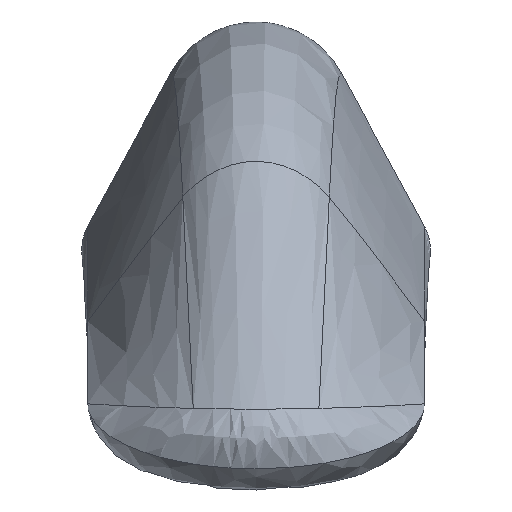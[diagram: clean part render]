
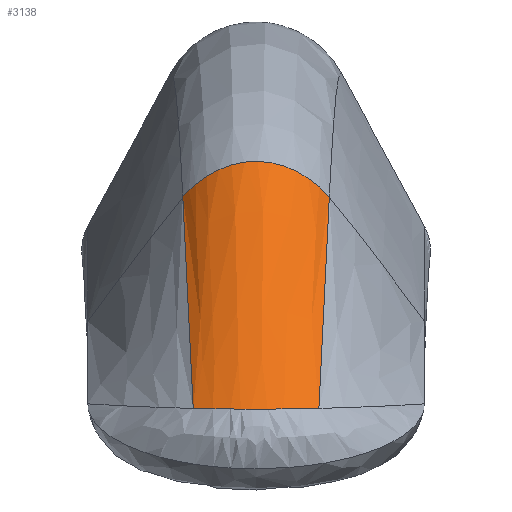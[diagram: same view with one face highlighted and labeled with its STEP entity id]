
A CAD part, top view. The second image highlights one B-rep face of the part: STEP entity #3138.
In plain terms, the highlighted free-form (B-spline) face has degree [5, 5] with [6, 12] control points.
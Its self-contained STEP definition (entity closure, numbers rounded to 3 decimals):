
#455=CARTESIAN_POINT('',(6.488,-21.991,182.225));
#465=DIRECTION('',(-0.034,-0.683,0.729));
#466=VECTOR('',#465,31.989);
#467=CARTESIAN_POINT('',(7.562,-0.134,158.891));
#468=LINE('',#467,#466);
#469=CARTESIAN_POINT('',(-0.507,-22.07,
184.376));
#470=CARTESIAN_POINT('',(-0.338,-22.07,
184.385));
#471=CARTESIAN_POINT('',(1.994,-22.071,184.444));
#472=CARTESIAN_POINT('',(4.325,-22.044,183.668));
#473=CARTESIAN_POINT('',(6.488,-21.991,182.225));
#608=CARTESIAN_POINT('',(7.562,-0.134,158.891));
#609=CARTESIAN_POINT('',(7.075,0.428,159.203));
#610=CARTESIAN_POINT('',(5.98,1.461,159.768));
#611=CARTESIAN_POINT('',(3.477,3.04,160.574));
#612=CARTESIAN_POINT('',(0.694,3.724,160.884));
#613=CARTESIAN_POINT('',(-2.084,3.385,160.729));
#614=CARTESIAN_POINT('',(-4.103,2.644,160.373));
#615=CARTESIAN_POINT('',(-5.98,1.462,159.768));
#616=CARTESIAN_POINT('',(-7.075,0.428,159.203));
#617=CARTESIAN_POINT('',(-7.562,-0.134,
158.891));
#662=CARTESIAN_POINT('',(-6.488,-21.991,182.225));
#663=CARTESIAN_POINT('',(-5.947,-22.004,182.585));
#664=CARTESIAN_POINT('',(-4.827,-22.028,183.24));
#665=CARTESIAN_POINT('',(-3.164,-22.053,183.92));
#666=CARTESIAN_POINT('',(-1.733,-22.065,184.265));
#667=CARTESIAN_POINT('',(-0.859,-22.069,
184.358));
#668=CARTESIAN_POINT('',(-0.507,-22.07,
184.376));
#670=CARTESIAN_POINT('',(-7.562,-0.134,
158.891));
#671=CARTESIAN_POINT('',(-7.204,-7.42,166.669));
#672=CARTESIAN_POINT('',(-6.846,-14.705,174.447));
#673=CARTESIAN_POINT('',(-6.488,-21.991,182.225));
#729=VERTEX_POINT('',#608);
#730=VERTEX_POINT('',#617);
#733=VERTEX_POINT('',#455);
#735=VERTEX_POINT('',#662);
#736=VERTEX_POINT('',#668);
#3057=CARTESIAN_POINT('',(7.676,-0.037,158.591));
#3058=CARTESIAN_POINT('',(7.368,0.332,158.794));
#3059=CARTESIAN_POINT('',(6.735,1.015,159.166));
#3060=CARTESIAN_POINT('',(5.343,2.234,159.82));
#3061=CARTESIAN_POINT('',(3.379,3.362,160.37));
#3062=CARTESIAN_POINT('',(0.843,3.992,160.652));
#3063=CARTESIAN_POINT('',(-1.688,3.833,160.584));
#3064=CARTESIAN_POINT('',(-4.154,2.917,160.152));
#3065=CARTESIAN_POINT('',(-5.685,1.935,159.66));
#3066=CARTESIAN_POINT('',(-6.735,1.015,159.166));
#3067=CARTESIAN_POINT('',(-7.368,0.332,158.794));
#3068=CARTESIAN_POINT('',(-7.676,-0.037,
158.591));
#3069=CARTESIAN_POINT('',(7.459,-4.471,163.349));
#3070=CARTESIAN_POINT('',(7.144,-4.178,163.558));
#3071=CARTESIAN_POINT('',(6.501,-3.636,163.942));
#3072=CARTESIAN_POINT('',(5.111,-2.669,164.618));
#3073=CARTESIAN_POINT('',(3.206,-1.773,165.178));
#3074=CARTESIAN_POINT('',(0.797,-1.273,
165.463));
#3075=CARTESIAN_POINT('',(-1.596,-1.399,
165.396));
#3076=CARTESIAN_POINT('',(-3.958,-2.127,
164.957));
#3077=CARTESIAN_POINT('',(-5.453,-2.906,
164.452));
#3078=CARTESIAN_POINT('',(-6.501,-3.636,
163.942));
#3079=CARTESIAN_POINT('',(-7.144,-4.178,
163.558));
#3080=CARTESIAN_POINT('',(-7.459,-4.471,
163.349));
#3081=CARTESIAN_POINT('',(7.243,-8.904,168.107));
#3082=CARTESIAN_POINT('',(6.919,-8.688,168.323));
#3083=CARTESIAN_POINT('',(6.268,-8.287,168.719));
#3084=CARTESIAN_POINT('',(4.88,-7.572,169.415));
#3085=CARTESIAN_POINT('',(3.032,-6.908,169.987));
#3086=CARTESIAN_POINT('',(0.751,-6.537,
170.275));
#3087=CARTESIAN_POINT('',(-1.504,-6.631,
170.207));
#3088=CARTESIAN_POINT('',(-3.762,-7.17,
169.761));
#3089=CARTESIAN_POINT('',(-5.22,-7.747,
169.244));
#3090=CARTESIAN_POINT('',(-6.268,-8.287,
168.718));
#3091=CARTESIAN_POINT('',(-6.919,-8.688,
168.323));
#3092=CARTESIAN_POINT('',(-7.243,-8.905,
168.107));
#3093=CARTESIAN_POINT('',(7.026,-13.338,172.865));
#3094=CARTESIAN_POINT('',(6.695,-13.198,173.087));
#3095=CARTESIAN_POINT('',(6.034,-12.938,173.495));
#3096=CARTESIAN_POINT('',(4.648,-12.475,174.212));
#3097=CARTESIAN_POINT('',(2.859,-12.043,174.796));
#3098=CARTESIAN_POINT('',(0.705,-11.802,
175.086));
#3099=CARTESIAN_POINT('',(-1.413,-11.863,
175.019));
#3100=CARTESIAN_POINT('',(-3.566,-12.214,
174.565));
#3101=CARTESIAN_POINT('',(-4.988,-12.588,
174.036));
#3102=CARTESIAN_POINT('',(-6.034,-12.938,
173.495));
#3103=CARTESIAN_POINT('',(-6.695,-13.198,
173.087));
#3104=CARTESIAN_POINT('',(-7.026,-13.338,
172.865));
#3105=CARTESIAN_POINT('',(6.809,-17.772,177.623));
#3106=CARTESIAN_POINT('',(6.471,-17.708,177.851));
#3107=CARTESIAN_POINT('',(5.8,-17.589,178.271));
#3108=CARTESIAN_POINT('',(4.417,-17.377,179.01));
#3109=CARTESIAN_POINT('',(2.686,-17.179,179.604));
#3110=CARTESIAN_POINT('',(0.659,-17.067,
179.898));
#3111=CARTESIAN_POINT('',(-1.321,-17.095,
179.83));
#3112=CARTESIAN_POINT('',(-3.37,-17.257,
179.369));
#3113=CARTESIAN_POINT('',(-4.756,-17.43,
178.828));
#3114=CARTESIAN_POINT('',(-5.8,-17.589,
178.271));
#3115=CARTESIAN_POINT('',(-6.471,-17.708,
177.851));
#3116=CARTESIAN_POINT('',(-6.809,-17.772,
177.622));
#3117=CARTESIAN_POINT('',(6.593,-22.205,182.38));
#3118=CARTESIAN_POINT('',(6.246,-22.218,182.616));
#3119=CARTESIAN_POINT('',(5.566,-22.24,183.047));
#3120=CARTESIAN_POINT('',(4.185,-22.28,183.807));
#3121=CARTESIAN_POINT('',(2.512,-22.314,184.413));
#3122=CARTESIAN_POINT('',(0.613,-22.331,
184.709));
#3123=CARTESIAN_POINT('',(-1.229,-22.327,
184.642));
#3124=CARTESIAN_POINT('',(-3.173,-22.301,
184.173));
#3125=CARTESIAN_POINT('',(-4.524,-22.271,
183.621));
#3126=CARTESIAN_POINT('',(-5.566,-22.24,
183.047));
#3127=CARTESIAN_POINT('',(-6.246,-22.218,
182.616));
#3128=CARTESIAN_POINT('',(-6.593,-22.205,
182.38));
#3129=B_SPLINE_SURFACE_WITH_KNOTS('',5,5,((#3057,#3058,#3059,#3060,#3061,#3062,
#3063,#3064,#3065,#3066,#3067,#3068),(#3069,#3070,#3071,#3072,#3073,#3074,#3075,
#3076,#3077,#3078,#3079,#3080),(#3081,#3082,#3083,#3084,#3085,#3086,#3087,#3088,
#3089,#3090,#3091,#3092),(#3093,#3094,#3095,#3096,#3097,#3098,#3099,#3100,#3101,
#3102,#3103,#3104),(#3105,#3106,#3107,#3108,#3109,#3110,#3111,#3112,#3113,#3114,
#3115,#3116),(#3117,#3118,#3119,#3120,#3121,#3122,#3123,#3124,#3125,#3126,#3127,
#3128)),.UNSPECIFIED.,.F.,.F.,.F.,(6,6),(6,1,1,1,1,1,1,6),(0.529,
1.005),(0.31,0.36,0.407,0.5,
0.547,0.593,0.64,0.69),.UNSPECIFIED.);
#3130=ORIENTED_EDGE('',*,*,#2413,.F.);
#3132=ORIENTED_EDGE('',*,*,#3131,.F.);
#3133=ORIENTED_EDGE('',*,*,#2889,.F.);
#3134=ORIENTED_EDGE('',*,*,#2321,.T.);
#3135=ORIENTED_EDGE('',*,*,#2415,.F.);
#3136=EDGE_LOOP('',(#3130,#3132,#3133,#3134,#3135));
#3137=FACE_OUTER_BOUND('',#3136,.F.);
#3138=ADVANCED_FACE('',(#3137),#3129,.F.);
#474=B_SPLINE_CURVE_WITH_KNOTS('',3,(#469,#470,#471,#472,#473),.UNSPECIFIED.,
.F.,.F.,(4,1,4),(0.,0.072,1.),.UNSPECIFIED.);
#618=B_SPLINE_CURVE_WITH_KNOTS('',3,(#608,#609,#610,#611,#612,#613,#614,#615,
#616,#617),.UNSPECIFIED.,.F.,.F.,(4,1,1,1,1,1,1,4),(0.,0.125,
0.25,0.5,0.625,0.75,0.875,
1.),.UNSPECIFIED.);
#669=B_SPLINE_CURVE_WITH_KNOTS('',3,(#662,#663,#664,#665,#666,#667,#668),
.UNSPECIFIED.,.F.,.F.,(4,1,1,1,4),(0.,0.272,0.544,
0.816,1.),.UNSPECIFIED.);
#674=B_SPLINE_CURVE_WITH_KNOTS('',3,(#670,#671,#672,#673),.UNSPECIFIED.,.F.,.F.,
(4,4),(0.,1.),.UNSPECIFIED.);
#2321=EDGE_CURVE('',#729,#733,#468,.T.);
#2413=EDGE_CURVE('',#735,#736,#669,.T.);
#2415=EDGE_CURVE('',#736,#733,#474,.T.);
#2889=EDGE_CURVE('',#729,#730,#618,.T.);
#3131=EDGE_CURVE('',#730,#735,#674,.T.);
